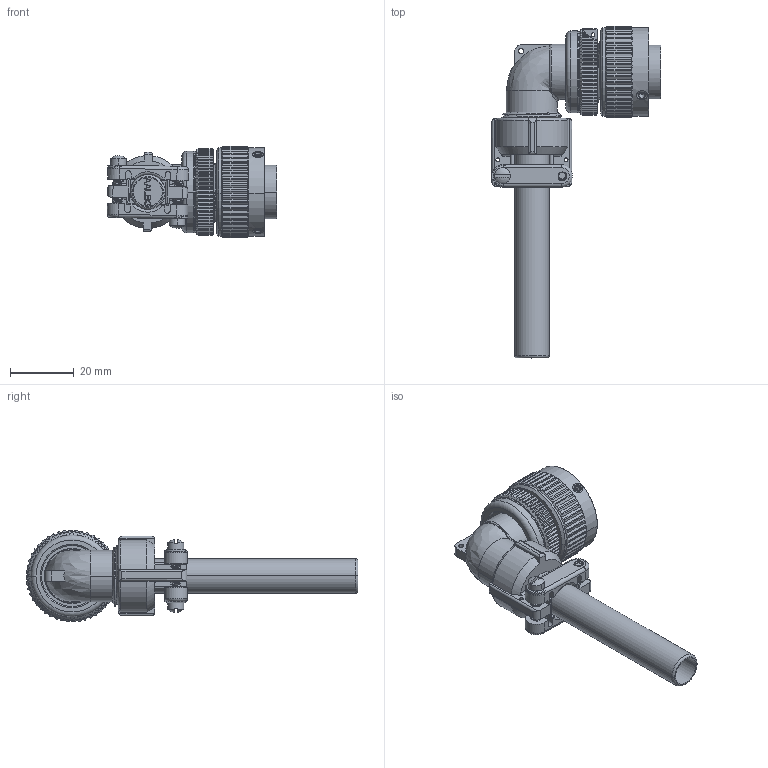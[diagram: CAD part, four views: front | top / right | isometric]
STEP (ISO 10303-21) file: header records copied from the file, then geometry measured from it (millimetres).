
FILE_DESCRIPTION((''),'2;1');
FILE_NAME('VG95234E-14_SW0001','2023-03-28T15:02:30',('paultorloting'),('NET AG system integration'),'CREO PARAMETRIC BY PTC INC, 2021404','CREO PARAMETRIC BY PTC INC, 2021404','');
FILE_SCHEMA(('AUTOMOTIVE_DESIGN { 1 0 10303 214 1 1 1 1 }'));
Length unit declared in the file: millimetre
Products named in the file (1): VG95234E-14_SW0001
Bounding box: 53.27 x 104.32 x 28.87 mm (x, y, z)
Volume: 24411.5 mm3; surface area: 16218.9 mm2
Topology: 2 solids, 2 shells, 1120 faces, 3103 edges, 2021 vertices
Faces by surface type: plane 574, cylinder 330, cone 118, bspline 54, torus 32, sphere 12
Entity records: 68782 total; most frequent: CARTESIAN_POINT 35256, ORIENTED_EDGE 6194, DIRECTION 5096, EDGE_CURVE 3097, VERTEX_POINT 2021, AXIS2_PLACEMENT_3D 1754, VECTOR 1585, LINE 1585
